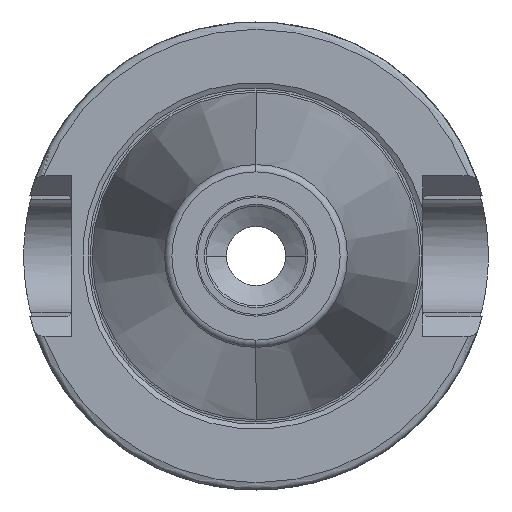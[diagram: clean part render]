
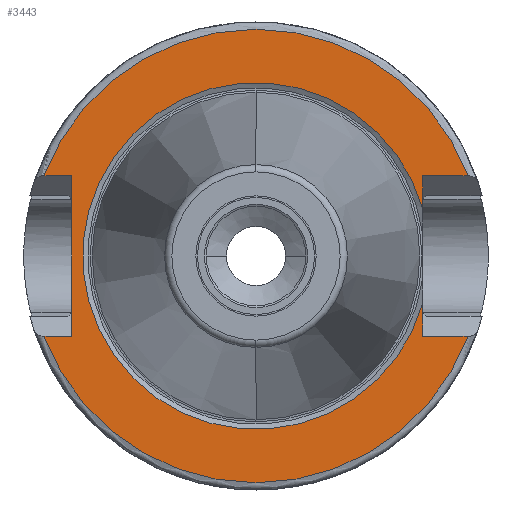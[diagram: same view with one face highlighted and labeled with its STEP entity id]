
A CAD part, left-side view. The second image highlights one B-rep face of the part: STEP entity #3443.
In plain terms, the highlighted planar face has unit normal (-1, 0, 0).
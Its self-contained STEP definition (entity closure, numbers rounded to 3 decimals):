
#750=DIRECTION('',(0.,0.,1.));
#751=VECTOR('',#750,4.449);
#752=CARTESIAN_POINT('',(1.,-22.6,-10.89));
#753=LINE('',#752,#751);
#754=DIRECTION('',(0.,0.,1.));
#755=VECTOR('',#754,4.449);
#756=CARTESIAN_POINT('',(1.,-22.6,6.441));
#757=LINE('',#756,#755);
#778=CARTESIAN_POINT('',(1.,-28.757,10.89));
#1097=DIRECTION('',(0.,0.,-1.));
#1098=VECTOR('',#1097,21.78);
#1099=CARTESIAN_POINT('',(1.,25.,10.89));
#1100=LINE('',#1099,#1098);
#1147=CARTESIAN_POINT('',(1.,28.757,10.89));
#1162=CARTESIAN_POINT('',(1.,0.,0.));
#1163=DIRECTION('',(-1.,0.,0.));
#1164=DIRECTION('',(0.,-0.935,0.354));
#1165=AXIS2_PLACEMENT_3D('',#1162,#1163,#1164);
#1167=DIRECTION('',(0.,1.,0.));
#1168=VECTOR('',#1167,3.757);
#1169=CARTESIAN_POINT('',(1.,25.,-10.89));
#1170=LINE('',#1169,#1168);
#1171=DIRECTION('',(0.,-1.,0.));
#1172=VECTOR('',#1171,3.757);
#1173=CARTESIAN_POINT('',(1.,28.757,10.89));
#1174=LINE('',#1173,#1172);
#1175=DIRECTION('',(0.,-1.,0.));
#1176=VECTOR('',#1175,6.157);
#1177=CARTESIAN_POINT('',(1.,-22.6,10.89));
#1178=LINE('',#1177,#1176);
#1179=DIRECTION('',(0.,1.,0.));
#1180=VECTOR('',#1179,6.157);
#1181=CARTESIAN_POINT('',(1.,-28.757,-10.89));
#1182=LINE('',#1181,#1180);
#1188=CARTESIAN_POINT('',(1.,0.,0.));
#1189=DIRECTION('',(-1.,0.,0.));
#1190=DIRECTION('',(0.,0.935,-0.354));
#1191=AXIS2_PLACEMENT_3D('',#1188,#1189,#1190);
#1205=CARTESIAN_POINT('',(1.,28.757,-10.89));
#1211=CARTESIAN_POINT('',(1.,-28.757,-10.89));
#1239=CARTESIAN_POINT('',(1.,-22.6,-6.441));
#1241=CARTESIAN_POINT('',(1.,0.,0.));
#1242=DIRECTION('',(1.,0.,0.));
#1243=DIRECTION('',(0.,-0.962,-0.274));
#1244=AXIS2_PLACEMENT_3D('',#1241,#1242,#1243);
#1246=CARTESIAN_POINT('',(1.,-22.6,6.441));
#1486=VERTEX_POINT('',#1246);
#1487=VERTEX_POINT('',#1239);
#1551=CARTESIAN_POINT('',(1.,25.,10.89));
#1552=CARTESIAN_POINT('',(1.,25.,-10.89));
#1553=VERTEX_POINT('',#1551);
#1554=VERTEX_POINT('',#1552);
#1555=CARTESIAN_POINT('',(1.,-22.6,-10.89));
#1556=VERTEX_POINT('',#1555);
#1557=CARTESIAN_POINT('',(1.,-22.6,10.89));
#1558=VERTEX_POINT('',#1557);
#1560=VERTEX_POINT('',#1205);
#1561=VERTEX_POINT('',#1211);
#1564=VERTEX_POINT('',#778);
#1565=VERTEX_POINT('',#1147);
#3422=CARTESIAN_POINT('',(1.,0.,0.));
#3423=DIRECTION('',(1.,0.,0.));
#3424=DIRECTION('',(0.,0.,1.));
#3425=AXIS2_PLACEMENT_3D('',#3422,#3423,#3424);
#3426=PLANE('',#3425);
#3428=ORIENTED_EDGE('',*,*,#3427,.F.);
#3430=ORIENTED_EDGE('',*,*,#3429,.F.);
#3431=ORIENTED_EDGE('',*,*,#3290,.F.);
#3432=ORIENTED_EDGE('',*,*,#3404,.F.);
#3433=ORIENTED_EDGE('',*,*,#3416,.F.);
#3434=ORIENTED_EDGE('',*,*,#2933,.F.);
#3435=ORIENTED_EDGE('',*,*,#2903,.F.);
#3437=ORIENTED_EDGE('',*,*,#3436,.F.);
#3438=ORIENTED_EDGE('',*,*,#2895,.F.);
#3440=ORIENTED_EDGE('',*,*,#3439,.F.);
#3441=EDGE_LOOP('',(#3428,#3430,#3431,#3432,#3433,#3434,#3435,#3437,#3438,
#3440));
#3442=FACE_OUTER_BOUND('',#3441,.F.);
#3443=ADVANCED_FACE('',(#3442),#3426,.F.);
#1166=CIRCLE('',#1165,30.75);
#1192=CIRCLE('',#1191,30.75);
#1245=CIRCLE('',#1244,23.5);
#2895=EDGE_CURVE('',#1556,#1487,#753,.T.);
#2903=EDGE_CURVE('',#1486,#1558,#757,.T.);
#2933=EDGE_CURVE('',#1558,#1564,#1178,.T.);
#3290=EDGE_CURVE('',#1553,#1554,#1100,.T.);
#3404=EDGE_CURVE('',#1565,#1553,#1174,.T.);
#3416=EDGE_CURVE('',#1564,#1565,#1166,.T.);
#3427=EDGE_CURVE('',#1560,#1561,#1192,.T.);
#3429=EDGE_CURVE('',#1554,#1560,#1170,.T.);
#3436=EDGE_CURVE('',#1487,#1486,#1245,.T.);
#3439=EDGE_CURVE('',#1561,#1556,#1182,.T.);
